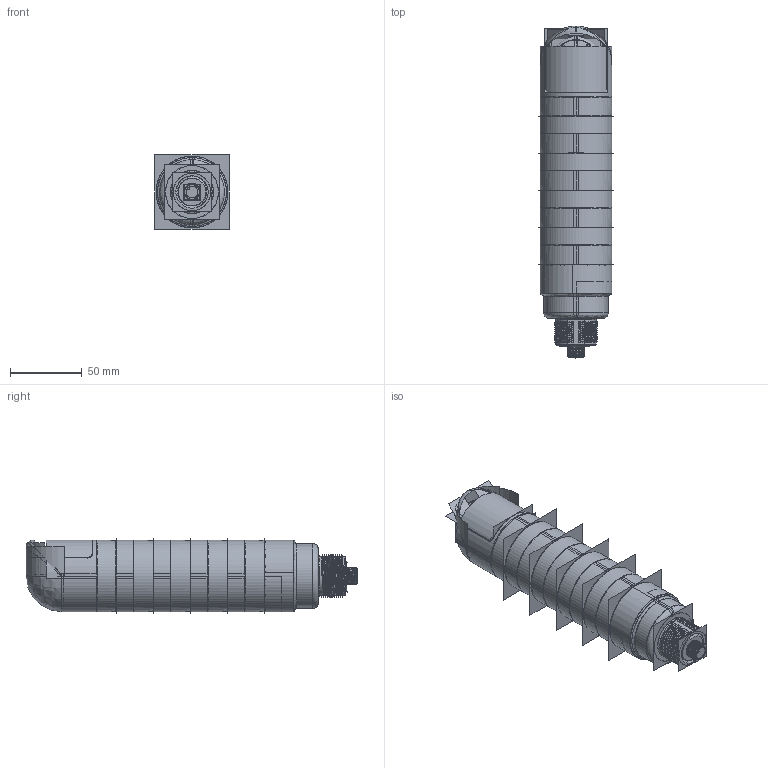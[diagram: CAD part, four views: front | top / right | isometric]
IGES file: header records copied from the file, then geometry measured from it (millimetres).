
Start section:  PTC IGES file: 166579_sm01.igs
Global section: file name: 166579_sm01.igs; native system: Creo Parametric by PTC Inc.; preprocessor: 2022414; author: banengservice; organization: Unknown; date: 20250605.120631; units: millimetre
Bounding box: 52 x 230.93 x 52 mm (x, y, z)
Volume: 379708.5 mm3; surface area: 200907.7 mm2
Topology: 1 solids, 1 shells, 748 faces, 3834 edges, 4841 vertices
Faces by surface type: revolution 390, bspline 308, extrusion 50
